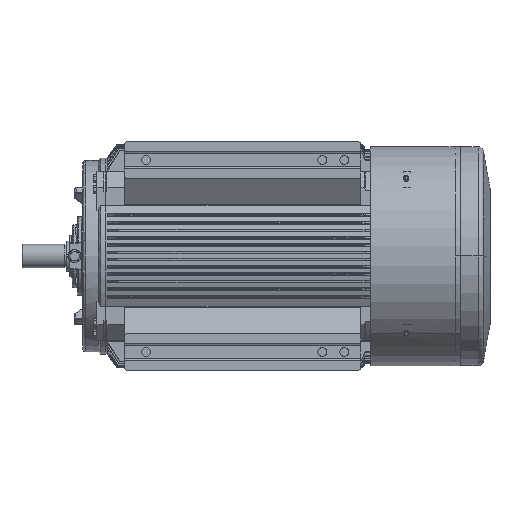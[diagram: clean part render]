
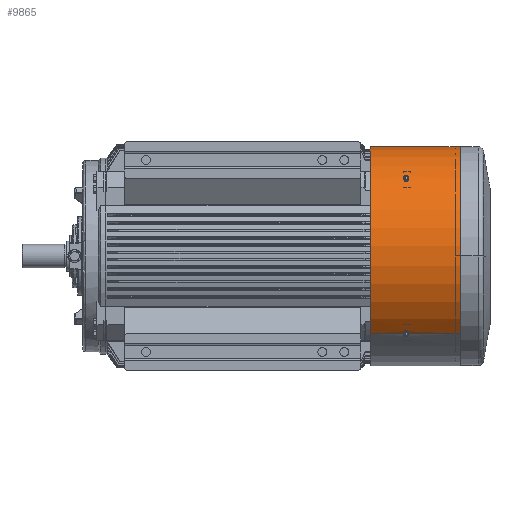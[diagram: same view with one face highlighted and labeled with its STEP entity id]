
A CAD part, top view. The second image highlights one B-rep face of the part: STEP entity #9865.
In plain terms, the highlighted cylindrical face has radius 349 mm (diameter 698 mm), a partial arc.
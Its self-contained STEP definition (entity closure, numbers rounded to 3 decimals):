
#1495=B_SPLINE_CURVE_WITH_KNOTS('',3,(#140821,#140822,#140823,#140824,#140825,
#140826,#140827,#140828,#140829,#140830),.UNSPECIFIED.,.F.,.F.,(4,2,2,2,
4),(0.,0.25,0.5,0.75,1.),.UNSPECIFIED.);
#1496=B_SPLINE_CURVE_WITH_KNOTS('',3,(#140839,#140840,#140841,#140842,#140843,
#140844,#140845,#140846,#140847,#140848),.UNSPECIFIED.,.F.,.F.,(4,2,2,2,
4),(0.,0.25,0.5,0.75,1.),.UNSPECIFIED.);
#1497=B_SPLINE_CURVE_WITH_KNOTS('',3,(#140852,#140853,#140854,#140855,#140856,
#140857,#140858,#140859,#140860,#140861),.UNSPECIFIED.,.F.,.F.,(4,2,2,2,
4),(0.,0.25,0.5,0.75,1.),.UNSPECIFIED.);
#1498=B_SPLINE_CURVE_WITH_KNOTS('',3,(#140865,#140866,#140867,#140868,#140869,
#140870,#140871,#140872,#140873,#140874),.UNSPECIFIED.,.F.,.F.,(4,2,2,2,
4),(0.,0.25,0.5,0.75,1.),.UNSPECIFIED.);
#6683=FACE_BOUND('',#20942,.T.);
#6684=FACE_BOUND('',#20943,.T.);
#8637=CYLINDRICAL_SURFACE('',#103284,349.);
#9865=ADVANCED_FACE('',(#6683,#6684),#8637,.T.);
#20942=EDGE_LOOP('',(#49901,#49902,#49903,#49904,#49905,#49906,#49907,#49908,
#49909,#49910,#49911,#49912));
#20943=EDGE_LOOP('',(#49913,#49914,#49915,#49916));
#27907=LINE('',#140813,#37797);
#27908=LINE('',#140817,#37798);
#27909=LINE('',#140834,#37799);
#27910=LINE('',#140835,#37800);
#37797=VECTOR('',#112539,1.);
#37798=VECTOR('',#112542,1.);
#37799=VECTOR('',#112547,1.);
#37800=VECTOR('',#112548,1.);
#49901=ORIENTED_EDGE('',*,*,#86897,.T.);
#49902=ORIENTED_EDGE('',*,*,#86898,.T.);
#49903=ORIENTED_EDGE('',*,*,#86899,.F.);
#49904=ORIENTED_EDGE('',*,*,#86900,.F.);
#49905=ORIENTED_EDGE('',*,*,#86901,.T.);
#49906=ORIENTED_EDGE('',*,*,#86902,.T.);
#49907=ORIENTED_EDGE('',*,*,#86903,.F.);
#49908=ORIENTED_EDGE('',*,*,#86904,.T.);
#49909=ORIENTED_EDGE('',*,*,#86894,.T.);
#49910=ORIENTED_EDGE('',*,*,#86905,.F.);
#49911=ORIENTED_EDGE('',*,*,#86906,.F.);
#49912=ORIENTED_EDGE('',*,*,#86907,.T.);
#49913=ORIENTED_EDGE('',*,*,#86908,.T.);
#49914=ORIENTED_EDGE('',*,*,#86909,.T.);
#49915=ORIENTED_EDGE('',*,*,#86910,.F.);
#49916=ORIENTED_EDGE('',*,*,#86911,.T.);
#76945=VERTEX_POINT('',#140802);
#76946=VERTEX_POINT('',#140803);
#76949=VERTEX_POINT('',#140811);
#76950=VERTEX_POINT('',#140812);
#76951=VERTEX_POINT('',#140814);
#76952=VERTEX_POINT('',#140816);
#76953=VERTEX_POINT('',#140818);
#76954=VERTEX_POINT('',#140820);
#76955=VERTEX_POINT('',#140831);
#76956=VERTEX_POINT('',#140833);
#76957=VERTEX_POINT('',#140836);
#76958=VERTEX_POINT('',#140838);
#76959=VERTEX_POINT('',#140850);
#76960=VERTEX_POINT('',#140851);
#76961=VERTEX_POINT('',#140862);
#76962=VERTEX_POINT('',#140864);
#86894=EDGE_CURVE('',#76946,#76945,#100375,.T.);
#86897=EDGE_CURVE('',#76949,#76950,#100378,.T.);
#86898=EDGE_CURVE('',#76950,#76951,#27907,.T.);
#86899=EDGE_CURVE('',#76952,#76951,#100379,.T.);
#86900=EDGE_CURVE('',#76953,#76952,#27908,.T.);
#86901=EDGE_CURVE('',#76953,#76954,#100380,.T.);
#86902=EDGE_CURVE('',#76954,#76955,#1495,.T.);
#86903=EDGE_CURVE('',#76956,#76955,#100381,.T.);
#86904=EDGE_CURVE('',#76956,#76946,#27909,.T.);
#86905=EDGE_CURVE('',#76957,#76945,#27910,.T.);
#86906=EDGE_CURVE('',#76958,#76957,#100382,.T.);
#86907=EDGE_CURVE('',#76958,#76949,#1496,.T.);
#86908=EDGE_CURVE('',#76959,#76960,#100383,.T.);
#86909=EDGE_CURVE('',#76960,#76961,#1497,.T.);
#86910=EDGE_CURVE('',#76962,#76961,#100384,.T.);
#86911=EDGE_CURVE('',#76962,#76959,#1498,.T.);
#100375=CIRCLE('',#103273,349.);
#100378=CIRCLE('',#103277,349.);
#100379=CIRCLE('',#103278,349.);
#100380=CIRCLE('',#103279,349.);
#100381=CIRCLE('',#103280,349.);
#100382=CIRCLE('',#103281,349.);
#100383=CIRCLE('',#103282,349.);
#100384=CIRCLE('',#103283,349.);
#103273=AXIS2_PLACEMENT_3D('',#140804,#112529,#112530);
#103277=AXIS2_PLACEMENT_3D('',#140810,#112537,#112538);
#103278=AXIS2_PLACEMENT_3D('',#140815,#112540,#112541);
#103279=AXIS2_PLACEMENT_3D('',#140819,#112543,#112544);
#103280=AXIS2_PLACEMENT_3D('',#140832,#112545,#112546);
#103281=AXIS2_PLACEMENT_3D('',#140837,#112549,#112550);
#103282=AXIS2_PLACEMENT_3D('',#140849,#112551,#112552);
#103283=AXIS2_PLACEMENT_3D('',#140863,#112553,#112554);
#103284=AXIS2_PLACEMENT_3D('',#140875,#112555,#112556);
#112529=DIRECTION('',(1.,0.,0.));
#112530=DIRECTION('',(0.,0.707,-0.707));
#112537=DIRECTION('',(1.,0.,0.));
#112538=DIRECTION('',(0.,-0.694,0.72));
#112539=DIRECTION('',(1.,0.,0.));
#112540=DIRECTION('',(1.,0.,0.));
#112541=DIRECTION('',(0.,0.,-1.));
#112542=DIRECTION('',(1.,0.,0.));
#112543=DIRECTION('',(1.,0.,0.));
#112544=DIRECTION('',(0.,0.707,-0.707));
#112545=DIRECTION('',(1.,0.,0.));
#112546=DIRECTION('',(0.,0.707,-0.707));
#112547=DIRECTION('',(-1.,0.,0.));
#112548=DIRECTION('',(-1.,0.,0.));
#112549=DIRECTION('',(1.,0.,0.));
#112550=DIRECTION('',(0.,-0.694,0.72));
#112551=DIRECTION('',(1.,0.,0.));
#112552=DIRECTION('',(0.,0.72,0.694));
#112553=DIRECTION('',(1.,0.,0.));
#112554=DIRECTION('',(0.,0.72,0.694));
#112555=DIRECTION('',(1.,0.,0.));
#112556=DIRECTION('',(0.,-0.707,0.707));
#140802=CARTESIAN_POINT('',(371.,-246.78,246.78));
#140803=CARTESIAN_POINT('',(371.,246.78,-246.78));
#140804=CARTESIAN_POINT('',(371.,0.,0.));
#140810=CARTESIAN_POINT('',(491.,0.,0.));
#140811=CARTESIAN_POINT('',(491.,-242.141,251.334));
#140812=CARTESIAN_POINT('',(491.,-246.78,246.78));
#140813=CARTESIAN_POINT('',(491.,-246.78,246.78));
#140814=CARTESIAN_POINT('',(656.,-246.78,246.78));
#140815=CARTESIAN_POINT('',(656.,0.,0.));
#140816=CARTESIAN_POINT('',(656.,246.78,-246.78));
#140817=CARTESIAN_POINT('',(491.,246.78,-246.78));
#140818=CARTESIAN_POINT('',(491.,246.78,-246.78));
#140819=CARTESIAN_POINT('',(491.,0.,0.));
#140820=CARTESIAN_POINT('',(491.,251.334,-242.141));
#140821=CARTESIAN_POINT('',(491.,251.334,-242.141));
#140822=CARTESIAN_POINT('',(491.,252.434,-240.999));
#140823=CARTESIAN_POINT('',(490.35,253.501,-239.874));
#140824=CARTESIAN_POINT('',(488.136,255.018,-238.26));
#140825=CARTESIAN_POINT('',(486.569,255.46,-237.784));
#140826=CARTESIAN_POINT('',(483.439,255.461,-237.782));
#140827=CARTESIAN_POINT('',(481.881,255.028,-238.249));
#140828=CARTESIAN_POINT('',(479.64,253.495,-239.881));
#140829=CARTESIAN_POINT('',(479.,252.434,-240.999));
#140830=CARTESIAN_POINT('',(479.,251.334,-242.141));
#140831=CARTESIAN_POINT('',(479.,251.334,-242.141));
#140832=CARTESIAN_POINT('',(479.,0.,0.));
#140833=CARTESIAN_POINT('',(479.,246.78,-246.78));
#140834=CARTESIAN_POINT('',(371.,246.78,-246.78));
#140835=CARTESIAN_POINT('',(371.,-246.78,246.78));
#140836=CARTESIAN_POINT('',(479.,-246.78,246.78));
#140837=CARTESIAN_POINT('',(479.,0.,0.));
#140838=CARTESIAN_POINT('',(479.,-242.141,251.334));
#140839=CARTESIAN_POINT('',(479.,-242.141,251.334));
#140840=CARTESIAN_POINT('',(479.,-240.999,252.434));
#140841=CARTESIAN_POINT('',(479.65,-239.874,253.501));
#140842=CARTESIAN_POINT('',(481.864,-238.26,255.018));
#140843=CARTESIAN_POINT('',(483.431,-237.784,255.46));
#140844=CARTESIAN_POINT('',(486.561,-237.782,255.461));
#140845=CARTESIAN_POINT('',(488.119,-238.249,255.028));
#140846=CARTESIAN_POINT('',(490.36,-239.881,253.495));
#140847=CARTESIAN_POINT('',(491.,-240.999,252.434));
#140848=CARTESIAN_POINT('',(491.,-242.141,251.334));
#140849=CARTESIAN_POINT('',(491.,0.,0.));
#140850=CARTESIAN_POINT('',(491.,251.334,242.141));
#140851=CARTESIAN_POINT('',(491.,242.141,251.334));
#140852=CARTESIAN_POINT('',(491.,242.141,251.334));
#140853=CARTESIAN_POINT('',(491.,240.999,252.434));
#140854=CARTESIAN_POINT('',(490.35,239.874,253.501));
#140855=CARTESIAN_POINT('',(488.136,238.26,255.018));
#140856=CARTESIAN_POINT('',(486.569,237.784,255.46));
#140857=CARTESIAN_POINT('',(483.439,237.782,255.461));
#140858=CARTESIAN_POINT('',(481.881,238.249,255.028));
#140859=CARTESIAN_POINT('',(479.64,239.881,253.495));
#140860=CARTESIAN_POINT('',(479.,240.999,252.434));
#140861=CARTESIAN_POINT('',(479.,242.141,251.334));
#140862=CARTESIAN_POINT('',(479.,242.141,251.334));
#140863=CARTESIAN_POINT('',(479.,0.,0.));
#140864=CARTESIAN_POINT('',(479.,251.334,242.141));
#140865=CARTESIAN_POINT('',(479.,251.334,242.141));
#140866=CARTESIAN_POINT('',(479.,252.434,240.999));
#140867=CARTESIAN_POINT('',(479.65,253.501,239.874));
#140868=CARTESIAN_POINT('',(481.864,255.018,238.26));
#140869=CARTESIAN_POINT('',(483.431,255.46,237.784));
#140870=CARTESIAN_POINT('',(486.561,255.461,237.782));
#140871=CARTESIAN_POINT('',(488.119,255.028,238.249));
#140872=CARTESIAN_POINT('',(490.36,253.495,239.881));
#140873=CARTESIAN_POINT('',(491.,252.434,240.999));
#140874=CARTESIAN_POINT('',(491.,251.334,242.141));
#140875=CARTESIAN_POINT('',(371.,0.,0.));
